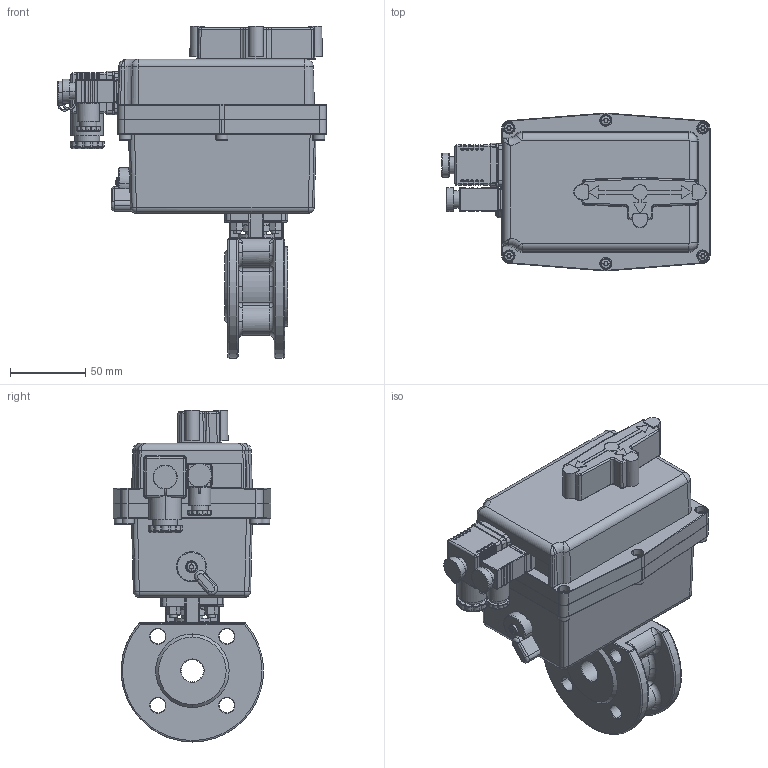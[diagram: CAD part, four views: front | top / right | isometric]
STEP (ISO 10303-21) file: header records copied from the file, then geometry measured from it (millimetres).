
FILE_DESCRIPTION(('HOOPS Exchange Step'),'2;1');
FILE_NAME('EK06_DN15.stp','2025-05-16T15:39:27+02:00',('nieru'),('Unknown organisation'),'HOOPS Exchange 2024.2','HOOPS Exchange','Unknown authorisation');
FILE_SCHEMA( ('AP203_CONFIGURATION_CONTROLLED_3D_DESIGN_OF_MECHANICAL_PARTS_AND_ASSEMBLIES_MIM_LF') );
Length unit declared in the file: millimetre
Products named in the file (5): 0; root
Assembly tree (4 placements, depth 4):
  root
    0
      0
        0
        0
Bounding box: 178.79 x 105.22 x 221.33 mm (x, y, z)
Volume: 1322943.2 mm3; surface area: 208216 mm2
Topology: 49 solids, 49 shells, 2883 faces, 7141 edges, 4354 vertices
Faces by surface type: cylinder 1069, plane 678, bspline 466, torus 428, cone 178, sphere 56, offset 8
Full cylindrical faces by diameter (mm): 3.5 x6, 7 x1, 7.825 x1, 8 x6, 11 x1, 11.516 x1, 13.97 x1, 14.894 x1, 15 x1, 16.1 x1, 16.5 x1, 57.162 x1, 61 x1
Entity records: 150215 total; most frequent: CARTESIAN_POINT 85410, ORIENTED_EDGE 14184, DIRECTION 12553, EDGE_CURVE 7092, AXIS2_PLACEMENT_3D 5010, VERTEX_POINT 4354, EDGE_LOOP 3018, FACE_BOUND 3018
